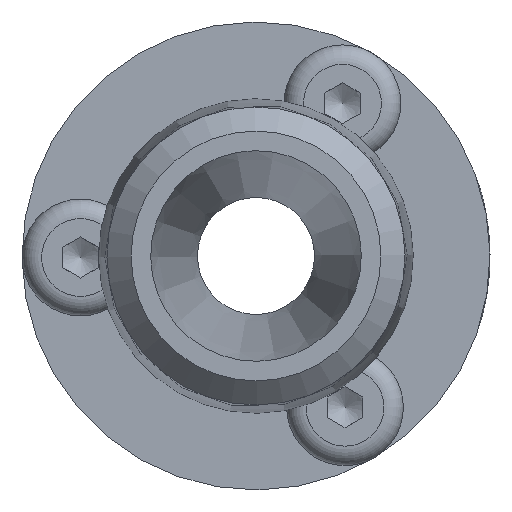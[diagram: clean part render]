
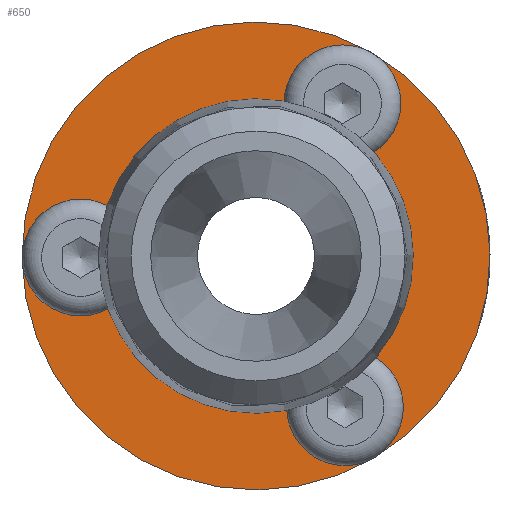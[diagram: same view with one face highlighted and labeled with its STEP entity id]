
A CAD part, left-side view. The second image highlights one B-rep face of the part: STEP entity #650.
In plain terms, the highlighted planar face has unit normal (-1, 0, 0).
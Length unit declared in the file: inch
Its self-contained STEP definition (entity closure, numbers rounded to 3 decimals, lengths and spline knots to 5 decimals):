
#78=PLANE($,#728);
#121=FACE_BOUND($,#238,.T.);
#122=FACE_BOUND($,#239,.T.);
#123=FACE_BOUND($,#240,.T.);
#124=FACE_BOUND($,#241,.T.);
#125=FACE_BOUND($,#242,.T.);
#238=EDGE_LOOP($,(#515));
#239=EDGE_LOOP($,(#516));
#240=EDGE_LOOP($,(#517));
#241=EDGE_LOOP($,(#518));
#242=EDGE_LOOP($,(#519));
#314=CIRCLE($,#697,0.09375);
#316=CIRCLE($,#700,0.09375);
#318=CIRCLE($,#703,0.09375);
#331=CIRCLE($,#727,0.3435);
#332=CIRCLE($,#729,0.625);
#361=VERTEX_POINT($,#1036);
#363=VERTEX_POINT($,#1041);
#365=VERTEX_POINT($,#1046);
#378=VERTEX_POINT($,#1083);
#379=VERTEX_POINT($,#1086);
#421=EDGE_CURVE($,#361,#361,#314,.T.);
#423=EDGE_CURVE($,#363,#363,#316,.T.);
#425=EDGE_CURVE($,#365,#365,#318,.T.);
#438=EDGE_CURVE($,#378,#378,#331,.T.);
#439=EDGE_CURVE($,#379,#379,#332,.T.);
#515=ORIENTED_EDGE($,*,*,#421,.T.);
#516=ORIENTED_EDGE($,*,*,#423,.T.);
#517=ORIENTED_EDGE($,*,*,#425,.T.);
#518=ORIENTED_EDGE($,*,*,#439,.F.);
#519=ORIENTED_EDGE($,*,*,#438,.T.);
#650=ADVANCED_FACE($,(#121,#122,#123,#124,#125),#78,.T.);
#697=AXIS2_PLACEMENT_3D($,#1037,#808,#809);
#700=AXIS2_PLACEMENT_3D($,#1042,#814,#815);
#703=AXIS2_PLACEMENT_3D($,#1047,#820,#821);
#727=AXIS2_PLACEMENT_3D($,#1084,#868,#869);
#728=AXIS2_PLACEMENT_3D($,#1085,#870,#871);
#729=AXIS2_PLACEMENT_3D($,#1087,#872,#873);
#808=DIRECTION('center_axis',(1.,0.,0.));
#809=DIRECTION('ref_axis',(0.,-0.866,0.5));
#814=DIRECTION('center_axis',(1.,0.,0.));
#815=DIRECTION('ref_axis',(0.,0.866,0.5));
#820=DIRECTION('center_axis',(1.,0.,0.));
#821=DIRECTION('ref_axis',(0.,0.,-1.));
#868=DIRECTION('center_axis',(1.,0.,0.));
#869=DIRECTION('ref_axis',(0.,1.,0.));
#870=DIRECTION('center_axis',(-1.,0.,0.));
#871=DIRECTION('ref_axis',(0.,0.,1.));
#872=DIRECTION('center_axis',(1.,0.,0.));
#873=DIRECTION('ref_axis',(0.,1.,0.));
#1036=CARTESIAN_POINT('',(-0.09257,0.47643,-0.45282));
#1037=CARTESIAN_POINT('Origin',(-0.09257,0.39524,-0.40595));
#1041=CARTESIAN_POINT('',(-0.09257,-0.38907,-0.04688));
#1042=CARTESIAN_POINT('Origin',(-0.09257,-0.30788,
0.));
#1046=CARTESIAN_POINT('',(-0.09257,0.39524,0.4997));
#1047=CARTESIAN_POINT('Origin',(-0.09257,0.39524,0.40595));
#1083=CARTESIAN_POINT('',(-0.09257,0.50437,0.));
#1084=CARTESIAN_POINT('Origin',(-0.09257,0.16087,0.));
#1085=CARTESIAN_POINT('Origin',(-0.09257,0.64512,0.));
#1086=CARTESIAN_POINT('',(-0.09257,0.78587,0.));
#1087=CARTESIAN_POINT('Origin',(-0.09257,0.16087,0.));
